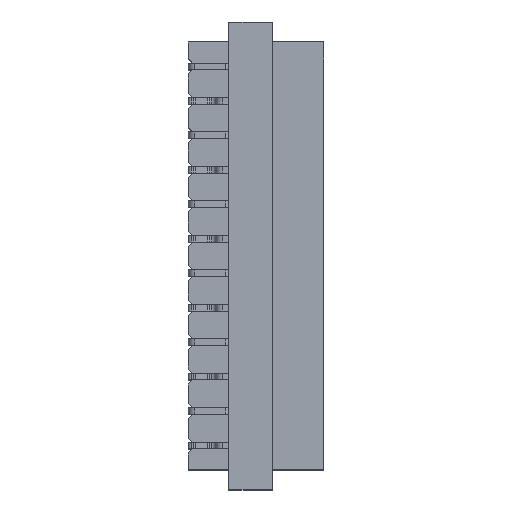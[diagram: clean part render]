
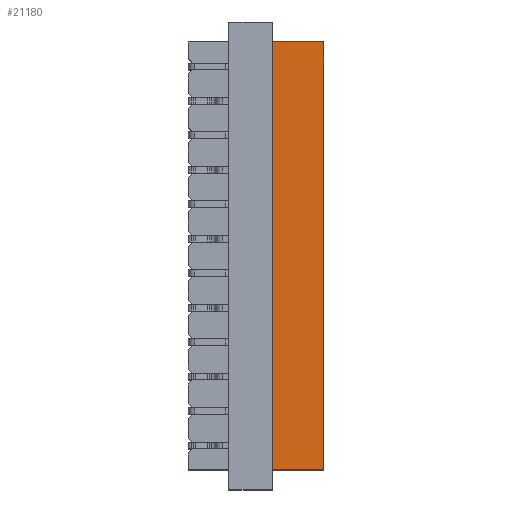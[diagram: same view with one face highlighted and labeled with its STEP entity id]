
A CAD part, top view. The second image highlights one B-rep face of the part: STEP entity #21180.
In plain terms, the highlighted face is planar.
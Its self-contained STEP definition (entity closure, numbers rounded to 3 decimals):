
#6320=ORIENTED_EDGE('',*,*,#10035,.T.);
#6321=ORIENTED_EDGE('',*,*,#10034,.F.);
#6322=ORIENTED_EDGE('',*,*,#9991,.F.);
#6323=ORIENTED_EDGE('',*,*,#10036,.T.);
#9991=EDGE_CURVE('',#12208,#12209,#14515,.T.);
#10034=EDGE_CURVE('',#12209,#12213,#14558,.T.);
#10035=EDGE_CURVE('',#12214,#12213,#14559,.T.);
#10036=EDGE_CURVE('',#12208,#12214,#14560,.T.);
#12208=VERTEX_POINT('',#34795);
#12209=VERTEX_POINT('',#34797);
#12213=VERTEX_POINT('',#34845);
#12214=VERTEX_POINT('',#34849);
#14515=LINE('',#34796,#17009);
#14558=LINE('',#34846,#17052);
#14559=LINE('',#34848,#17053);
#14560=LINE('',#34850,#17054);
#17009=VECTOR('',#28488,1000.);
#17052=VECTOR('',#28535,1000.);
#17053=VECTOR('',#28538,1000.);
#17054=VECTOR('',#28539,1000.);
#18210=EDGE_LOOP('',(#6320,#6321,#6322,#6323));
#19324=FACE_BOUND('',#18210,.T.);
#20102=PLANE('',#22982);
#21180=ADVANCED_FACE('',(#19324),#20102,.F.);
#22982=AXIS2_PLACEMENT_3D('',#34847,#28536,#28537);
#28488=DIRECTION('',(1.,0.,0.));
#28535=DIRECTION('',(0.,0.,-1.));
#28536=DIRECTION('',(0.,1.,0.));
#28537=DIRECTION('',(-1.,0.,0.));
#28538=DIRECTION('',(1.,0.,0.));
#28539=DIRECTION('',(0.,0.,-1.));
#34795=CARTESIAN_POINT('',(-7.885,-2.,3.5));
#34796=CARTESIAN_POINT('',(-7.885,-2.,3.5));
#34797=CARTESIAN_POINT('',(7.885,-2.,3.5));
#34845=CARTESIAN_POINT('',(7.885,-2.,1.6));
#34846=CARTESIAN_POINT('',(7.885,-2.,3.5));
#34847=CARTESIAN_POINT('',(-7.885,-2.,3.5));
#34848=CARTESIAN_POINT('',(-7.885,-2.,1.6));
#34849=CARTESIAN_POINT('',(-7.885,-2.,1.6));
#34850=CARTESIAN_POINT('',(-7.885,-2.,3.5));
